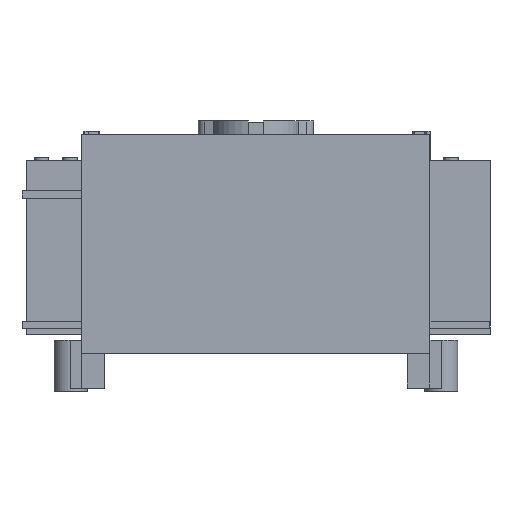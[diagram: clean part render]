
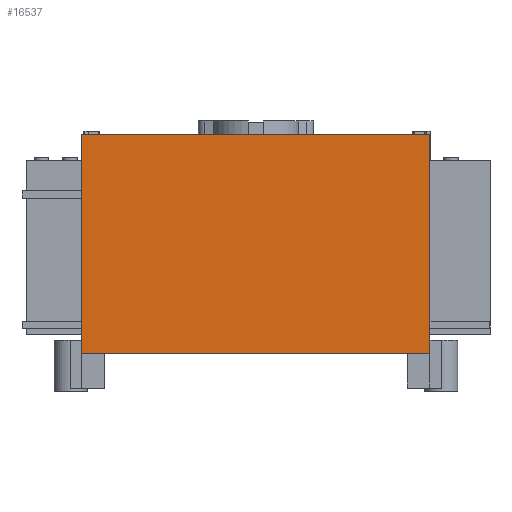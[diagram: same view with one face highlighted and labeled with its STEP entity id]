
A CAD part, left-side view. The second image highlights one B-rep face of the part: STEP entity #16537.
In plain terms, the highlighted planar face has unit normal (-1, 0, 0).
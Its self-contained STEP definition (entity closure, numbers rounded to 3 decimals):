
#6942=CARTESIAN_POINT('',(-198.499,11.016,51.011));
#6943=VERTEX_POINT('',#6942);
#6950=CARTESIAN_POINT('',(-198.499,11.016,-94.989));
#6951=VERTEX_POINT('',#6950);
#6952=CARTESIAN_POINT('',(-198.499,11.016,51.011));
#6953=DIRECTION('',(0.0,0.0,-1.0));
#6954=VECTOR('',#6953,146.);
#6955=LINE('',#6952,#6954);
#6956=EDGE_CURVE('',#6943,#6951,#6955,.T.);
#7351=CARTESIAN_POINT('',(-198.499,243.021,-94.989));
#7352=VERTEX_POINT('',#7351);
#7359=CARTESIAN_POINT('',(-198.499,243.021,51.011));
#7360=VERTEX_POINT('',#7359);
#7361=CARTESIAN_POINT('',(-198.499,243.021,-94.989));
#7362=DIRECTION('',(0.0,0.0,1.0));
#7363=VECTOR('',#7362,146.);
#7364=LINE('',#7361,#7363);
#7365=EDGE_CURVE('',#7352,#7360,#7364,.T.);
#16482=CARTESIAN_POINT('',(-198.499,243.021,-94.989));
#16483=DIRECTION('',(0.0,-1.0,0.0));
#16484=VECTOR('',#16483,232.004);
#16485=LINE('',#16482,#16484);
#16486=EDGE_CURVE('',#7352,#6951,#16485,.T.);
#16521=CARTESIAN_POINT('',(-198.499,239.021,-32.489));
#16522=DIRECTION('',(-1.0,0.0,0.0));
#16523=DIRECTION('',(0.0,0.0,1.0));
#16524=AXIS2_PLACEMENT_3D('',#16521,#16522,#16523);
#16525=PLANE('',#16524);
#16526=ORIENTED_EDGE('',*,*,#7365,.F.);
#16527=ORIENTED_EDGE('',*,*,#16486,.T.);
#16528=ORIENTED_EDGE('',*,*,#6956,.F.);
#16529=CARTESIAN_POINT('',(-198.499,243.021,51.011));
#16530=DIRECTION('',(0.0,-1.0,0.0));
#16531=VECTOR('',#16530,232.004);
#16532=LINE('',#16529,#16531);
#16533=EDGE_CURVE('',#7360,#6943,#16532,.T.);
#16534=ORIENTED_EDGE('',*,*,#16533,.F.);
#16535=EDGE_LOOP('',(#16526,#16527,#16528,#16534));
#16536=FACE_OUTER_BOUND('',#16535,.T.);
#16537=ADVANCED_FACE('',(#16536),#16525,.T.);
